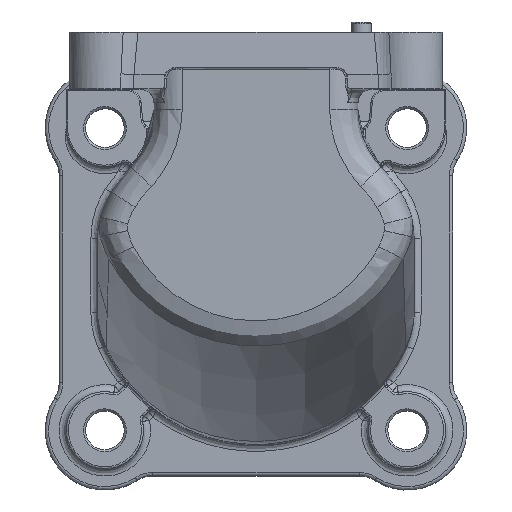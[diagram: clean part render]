
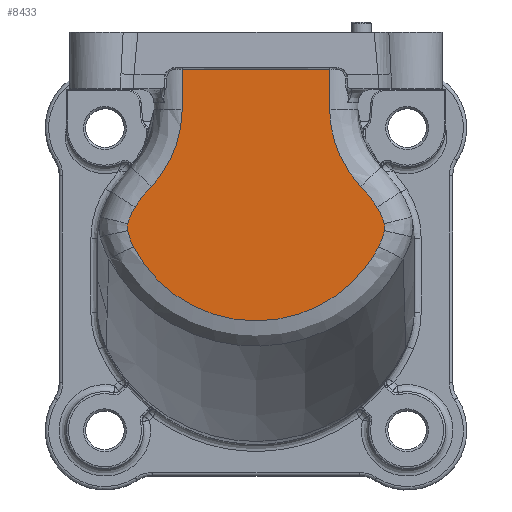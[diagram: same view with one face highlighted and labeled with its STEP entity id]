
A CAD part, top view. The second image highlights one B-rep face of the part: STEP entity #8433.
In plain terms, the highlighted planar face has unit normal (0, 0, 1).
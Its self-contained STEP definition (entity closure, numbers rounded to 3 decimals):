
#7254=FACE_OUTER_BOUND('',#10495,.T.);
#8433=ADVANCED_FACE('4-0-2',(#7254),#8828,.T.);
#8828=PLANE('',#21204);
#9388=B_SPLINE_CURVE_WITH_KNOTS('',3,(#40249,#40250,#40251,#40252),
 .UNSPECIFIED.,.F.,.F.,(4,4),(0.,1.),.UNSPECIFIED.);
#9389=B_SPLINE_CURVE_WITH_KNOTS('',3,(#40295,#40296,#40297,#40298),
 .UNSPECIFIED.,.F.,.F.,(4,4),(0.,1.),.UNSPECIFIED.);
#9390=B_SPLINE_CURVE_WITH_KNOTS('',3,(#40325,#40326,#40327,#40328,#40329,
#40330,#40331,#40332,#40333,#40334,#40335,#40336,#40337,#40338,#40339,#40340,
#40341,#40342,#40343,#40344),.UNSPECIFIED.,.F.,.F.,(4,2,2,2,2,2,2,2,2,4),
(0.,0.121,0.242,0.362,0.482,
0.601,0.731,0.799,0.866,
1.),.UNSPECIFIED.);
#9392=B_SPLINE_CURVE_WITH_KNOTS('',3,(#40448,#40449,#40450,#40451),
 .UNSPECIFIED.,.F.,.F.,(4,4),(0.,1.),.UNSPECIFIED.);
#9394=B_SPLINE_CURVE_WITH_KNOTS('',3,(#40483,#40484,#40485,#40486),
 .UNSPECIFIED.,.F.,.F.,(4,4),(0.,1.),.UNSPECIFIED.);
#9395=B_SPLINE_CURVE_WITH_KNOTS('',3,(#40533,#40534,#40535,#40536,#40537,
#40538,#40539),.UNSPECIFIED.,.F.,.F.,(4,3,4),(0.,0.71,1.),
 .UNSPECIFIED.);
#9396=B_SPLINE_CURVE_WITH_KNOTS('',3,(#40596,#40597,#40598,#40599,#40600,
#40601,#40602,#40603,#40604),.UNSPECIFIED.,.F.,.F.,(4,3,2,4),(0.,0.004,
0.5,1.),.UNSPECIFIED.);
#9433=B_SPLINE_CURVE_WITH_KNOTS('',3,(#41792,#41793,#41794,#41795,#41796,
#41797,#41798),.UNSPECIFIED.,.F.,.F.,(4,3,4),(0.,0.29,1.),
 .UNSPECIFIED.);
#9434=B_SPLINE_CURVE_WITH_KNOTS('',3,(#41849,#41850,#41851,#41852),
 .UNSPECIFIED.,.F.,.F.,(4,4),(0.,1.),.UNSPECIFIED.);
#9435=B_SPLINE_CURVE_WITH_KNOTS('',3,(#41857,#41858,#41859,#41860,#41861,
#41862,#41863,#41864,#41865),.UNSPECIFIED.,.F.,.F.,(4,2,3,4),(0.,0.5,
0.996,1.),.UNSPECIFIED.);
#10495=EDGE_LOOP('',(#14836,#14837,#14838,#14839,#14840,#14841,#14842,#14843,
#14844,#14845,#14846,#14847,#14848,#14849));
#11197=LINE('',#41855,#11794);
#11198=LINE('',#41866,#11795);
#11794=VECTOR('',#23682,1.);
#11795=VECTOR('',#23683,1.);
#14836=ORIENTED_EDGE('',*,*,#19004,.T.);
#14837=ORIENTED_EDGE('',*,*,#19005,.T.);
#14838=ORIENTED_EDGE('',*,*,#19006,.T.);
#14839=ORIENTED_EDGE('',*,*,#19003,.T.);
#14840=ORIENTED_EDGE('',*,*,#19000,.T.);
#14841=ORIENTED_EDGE('',*,*,#18863,.T.);
#14842=ORIENTED_EDGE('',*,*,#18865,.T.);
#14843=ORIENTED_EDGE('',*,*,#18867,.T.);
#14844=ORIENTED_EDGE('',*,*,#18869,.T.);
#14845=ORIENTED_EDGE('',*,*,#18871,.T.);
#14846=ORIENTED_EDGE('',*,*,#18874,.T.);
#14847=ORIENTED_EDGE('',*,*,#18877,.T.);
#14848=ORIENTED_EDGE('',*,*,#18880,.T.);
#14849=ORIENTED_EDGE('',*,*,#19007,.T.);
#17066=VERTEX_POINT('',#40241);
#17067=VERTEX_POINT('',#40248);
#17068=VERTEX_POINT('',#40294);
#17069=VERTEX_POINT('',#40324);
#17070=VERTEX_POINT('',#40447);
#17071=VERTEX_POINT('',#40482);
#17073=VERTEX_POINT('',#40532);
#17075=VERTEX_POINT('',#40563);
#17077=VERTEX_POINT('',#40595);
#17153=VERTEX_POINT('',#41791);
#17155=VERTEX_POINT('',#41821);
#17156=VERTEX_POINT('',#41853);
#17157=VERTEX_POINT('',#41854);
#17158=VERTEX_POINT('',#41856);
#18863=EDGE_CURVE('',#17066,#17067,#9388,.T.);
#18865=EDGE_CURVE('',#17067,#17068,#9389,.T.);
#18867=EDGE_CURVE('',#17068,#17069,#9390,.T.);
#18869=EDGE_CURVE('',#17069,#17070,#9392,.T.);
#18871=EDGE_CURVE('',#17070,#17071,#9394,.T.);
#18874=EDGE_CURVE('',#17071,#17073,#9395,.T.);
#18877=EDGE_CURVE('',#17073,#17075,#20063,.T.);
#18880=EDGE_CURVE('',#17075,#17077,#9396,.T.);
#19000=EDGE_CURVE('',#17153,#17066,#9433,.T.);
#19003=EDGE_CURVE('',#17155,#17153,#20103,.T.);
#19004=EDGE_CURVE('',#17156,#17157,#9434,.T.);
#19005=EDGE_CURVE('',#17157,#17158,#11197,.T.);
#19006=EDGE_CURVE('',#17158,#17155,#9435,.T.);
#19007=EDGE_CURVE('',#17077,#17156,#11198,.T.);
#20063=CIRCLE('',#21133,20.515);
#20103=CIRCLE('',#21203,20.515);
#21133=AXIS2_PLACEMENT_3D('',#40564,#23504,#23505);
#21203=AXIS2_PLACEMENT_3D('',#41823,#23680,#23681);
#21204=AXIS2_PLACEMENT_3D('',#41867,#23684,#23685);
#23504=DIRECTION('',(0.,0.,1.));
#23505=DIRECTION('',(0.839,0.544,0.));
#23680=DIRECTION('',(0.,0.,1.));
#23681=DIRECTION('',(-0.726,0.688,0.));
#23682=DIRECTION('',(0.,-1.,0.));
#23683=DIRECTION('',(0.,1.,0.));
#23684=DIRECTION('',(0.,0.,1.));
#23685=DIRECTION('',(-0.953,0.304,0.));
#40241=CARTESIAN_POINT('',(-18.25,5.712,29.296));
#40248=CARTESIAN_POINT('',(-18.266,4.736,29.296));
#40249=CARTESIAN_POINT('',(-18.25,5.713,29.296));
#40250=CARTESIAN_POINT('',(-18.331,5.395,29.296));
#40251=CARTESIAN_POINT('',(-18.337,5.057,29.296));
#40252=CARTESIAN_POINT('',(-18.266,4.736,29.296));
#40294=CARTESIAN_POINT('',(-17.459,2.479,29.296));
#40295=CARTESIAN_POINT('',(-18.266,4.737,29.296));
#40296=CARTESIAN_POINT('',(-18.093,3.955,29.296));
#40297=CARTESIAN_POINT('',(-17.823,3.193,29.296));
#40298=CARTESIAN_POINT('',(-17.459,2.479,29.296));
#40324=CARTESIAN_POINT('',(17.46,2.483,29.296));
#40325=CARTESIAN_POINT('',(-17.459,2.479,29.296));
#40326=CARTESIAN_POINT('',(-16.676,0.942,29.296));
#40327=CARTESIAN_POINT('',(-15.68,-0.487,29.296));
#40328=CARTESIAN_POINT('',(-13.342,-3.033,29.296));
#40329=CARTESIAN_POINT('',(-11.997,-4.151,29.296));
#40330=CARTESIAN_POINT('',(-9.066,-5.99,29.296));
#40331=CARTESIAN_POINT('',(-7.482,-6.716,29.296));
#40332=CARTESIAN_POINT('',(-4.195,-7.722,29.296));
#40333=CARTESIAN_POINT('',(-2.494,-8.01,29.296));
#40334=CARTESIAN_POINT('',(0.923,-8.146,29.296));
#40335=CARTESIAN_POINT('',(2.642,-7.992,29.296));
#40336=CARTESIAN_POINT('',(6.127,-7.22,29.296));
#40337=CARTESIAN_POINT('',(7.886,-6.559,29.296));
#40338=CARTESIAN_POINT('',(10.365,-5.204,29.296));
#40339=CARTESIAN_POINT('',(11.178,-4.678,29.296));
#40340=CARTESIAN_POINT('',(12.715,-3.512,29.296));
#40341=CARTESIAN_POINT('',(13.439,-2.872,29.296));
#40342=CARTESIAN_POINT('',(15.452,-0.806,29.296));
#40343=CARTESIAN_POINT('',(16.587,0.772,29.296));
#40344=CARTESIAN_POINT('',(17.46,2.483,29.296));
#40447=CARTESIAN_POINT('',(18.267,4.738,29.296));
#40448=CARTESIAN_POINT('',(17.46,2.483,29.296));
#40449=CARTESIAN_POINT('',(17.823,3.196,29.296));
#40450=CARTESIAN_POINT('',(18.093,3.957,29.296));
#40451=CARTESIAN_POINT('',(18.266,4.738,29.296));
#40482=CARTESIAN_POINT('',(18.25,5.715,29.296));
#40483=CARTESIAN_POINT('',(18.266,4.737,29.296));
#40484=CARTESIAN_POINT('',(18.338,5.058,29.296));
#40485=CARTESIAN_POINT('',(18.331,5.396,29.296));
#40486=CARTESIAN_POINT('',(18.25,5.715,29.296));
#40532=CARTESIAN_POINT('',(17.212,8.081,29.296));
#40533=CARTESIAN_POINT('',(18.25,5.715,29.296));
#40534=CARTESIAN_POINT('',(18.097,6.31,29.296));
#40535=CARTESIAN_POINT('',(17.875,6.887,29.296));
#40536=CARTESIAN_POINT('',(17.591,7.431,29.296));
#40537=CARTESIAN_POINT('',(17.475,7.654,29.296));
#40538=CARTESIAN_POINT('',(17.349,7.871,29.296));
#40539=CARTESIAN_POINT('',(17.212,8.081,29.296));
#40563=CARTESIAN_POINT('',(14.889,11.032,29.296));
#40564=CARTESIAN_POINT('',(0.,-3.083,29.296));
#40595=CARTESIAN_POINT('',(10.5,22.04,29.296));
#40596=CARTESIAN_POINT('',(14.889,11.032,29.296));
#40597=CARTESIAN_POINT('',(14.878,11.044,29.296));
#40598=CARTESIAN_POINT('',(14.867,11.055,29.296));
#40599=CARTESIAN_POINT('',(14.855,11.067,29.296));
#40600=CARTESIAN_POINT('',(13.479,12.527,29.296));
#40601=CARTESIAN_POINT('',(12.381,14.251,29.296));
#40602=CARTESIAN_POINT('',(10.889,17.993,29.296));
#40603=CARTESIAN_POINT('',(10.5,20.017,29.296));
#40604=CARTESIAN_POINT('',(10.5,22.04,29.296));
#41791=CARTESIAN_POINT('',(-17.211,8.081,29.296));
#41792=CARTESIAN_POINT('',(-17.211,8.081,29.296));
#41793=CARTESIAN_POINT('',(-17.348,7.871,29.296));
#41794=CARTESIAN_POINT('',(-17.475,7.654,29.296));
#41795=CARTESIAN_POINT('',(-17.591,7.431,29.296));
#41796=CARTESIAN_POINT('',(-17.875,6.886,29.296));
#41797=CARTESIAN_POINT('',(-18.097,6.308,29.296));
#41798=CARTESIAN_POINT('',(-18.25,5.712,29.296));
#41821=CARTESIAN_POINT('',(-14.888,11.031,29.296));
#41823=CARTESIAN_POINT('',(0.,-3.083,29.296));
#41849=CARTESIAN_POINT('',(10.5,27.733,29.296));
#41850=CARTESIAN_POINT('',(3.5,27.733,29.296));
#41851=CARTESIAN_POINT('',(-3.5,27.733,29.296));
#41852=CARTESIAN_POINT('',(-10.5,27.733,29.296));
#41853=CARTESIAN_POINT('',(10.5,27.733,29.296));
#41854=CARTESIAN_POINT('',(-10.5,27.733,29.296));
#41855=CARTESIAN_POINT('',(-10.5,27.733,29.296));
#41856=CARTESIAN_POINT('',(-10.5,22.039,29.296));
#41857=CARTESIAN_POINT('',(-10.5,22.039,29.296));
#41858=CARTESIAN_POINT('',(-10.5,20.017,29.296));
#41859=CARTESIAN_POINT('',(-10.889,17.993,29.296));
#41860=CARTESIAN_POINT('',(-12.381,14.25,29.296));
#41861=CARTESIAN_POINT('',(-13.479,12.527,29.296));
#41862=CARTESIAN_POINT('',(-14.855,11.066,29.296));
#41863=CARTESIAN_POINT('',(-14.866,11.055,29.296));
#41864=CARTESIAN_POINT('',(-14.877,11.043,29.296));
#41865=CARTESIAN_POINT('',(-14.888,11.031,29.296));
#41866=CARTESIAN_POINT('',(10.5,22.04,29.296));
#41867=CARTESIAN_POINT('',(31.004,22.581,29.296));
